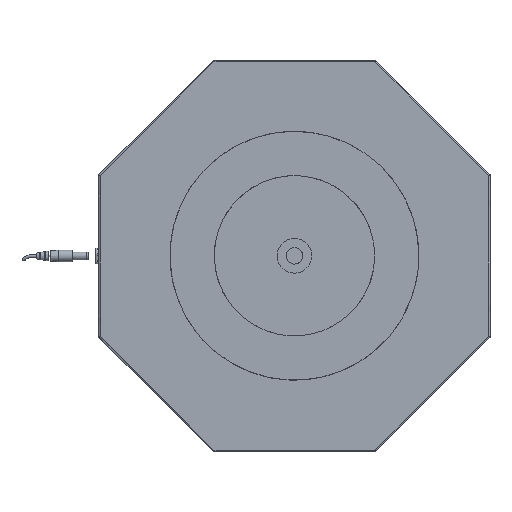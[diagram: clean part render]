
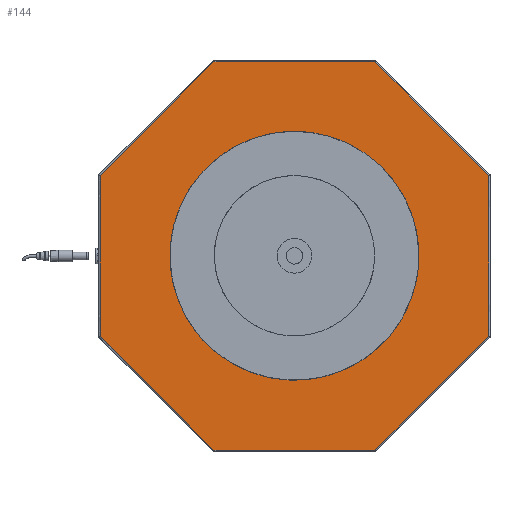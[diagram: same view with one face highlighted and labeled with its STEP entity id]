
A CAD part, top view. The second image highlights one B-rep face of the part: STEP entity #144.
In plain terms, the highlighted planar face has unit normal (0, 0, 1).
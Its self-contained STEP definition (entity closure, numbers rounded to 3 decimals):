
#144=ADVANCED_FACE('',(#505,#401),#4818,.T.);
#401=FACE_BOUND('',#866,.T.);
#505=FACE_OUTER_BOUND('',#865,.T.);
#865=EDGE_LOOP('',(#1734,#1735,#1736,#1737,#1738,#1739,#1740,#1741));
#866=EDGE_LOOP('',(#1742));
#1734=ORIENTED_EDGE('',*,*,#2865,.T.);
#1735=ORIENTED_EDGE('',*,*,#2867,.T.);
#1736=ORIENTED_EDGE('',*,*,#2869,.T.);
#1737=ORIENTED_EDGE('',*,*,#2868,.T.);
#1738=ORIENTED_EDGE('',*,*,#2870,.T.);
#1739=ORIENTED_EDGE('',*,*,#2866,.T.);
#1740=ORIENTED_EDGE('',*,*,#2871,.T.);
#1741=ORIENTED_EDGE('',*,*,#2872,.T.);
#1742=ORIENTED_EDGE('',*,*,#2891,.F.);
#2865=EDGE_CURVE('',#4307,#4308,#3943,.T.);
#2866=EDGE_CURVE('',#4309,#4310,#3944,.T.);
#2867=EDGE_CURVE('',#4308,#4311,#3945,.T.);
#2868=EDGE_CURVE('',#4312,#4313,#3946,.T.);
#2869=EDGE_CURVE('',#4311,#4312,#3947,.T.);
#2870=EDGE_CURVE('',#4313,#4309,#3948,.T.);
#2871=EDGE_CURVE('',#4310,#4314,#3949,.T.);
#2872=EDGE_CURVE('',#4314,#4307,#3950,.T.);
#2891=EDGE_CURVE('',#4324,#4324,#3960,.T.);
#3943=(
BOUNDED_CURVE()
B_SPLINE_CURVE(3,(#9924,#9925,#9926,#9927),.UNSPECIFIED.,.F.,.F.)
B_SPLINE_CURVE_WITH_KNOTS((4,4),(0.414,116.808),
 .UNSPECIFIED.)
CURVE()
GEOMETRIC_REPRESENTATION_ITEM()
RATIONAL_B_SPLINE_CURVE((1.,1.,1.,1.))
REPRESENTATION_ITEM('')
);
#3944=(
BOUNDED_CURVE()
B_SPLINE_CURVE(3,(#9928,#9929,#9930,#9931),.UNSPECIFIED.,.F.,.F.)
B_SPLINE_CURVE_WITH_KNOTS((4,4),(0.414,116.808),
 .UNSPECIFIED.)
CURVE()
GEOMETRIC_REPRESENTATION_ITEM()
RATIONAL_B_SPLINE_CURVE((1.,1.,1.,1.))
REPRESENTATION_ITEM('')
);
#3945=(
BOUNDED_CURVE()
B_SPLINE_CURVE(3,(#9932,#9933,#9934,#9935),.UNSPECIFIED.,.F.,.F.)
B_SPLINE_CURVE_WITH_KNOTS((4,4),(0.414,116.808),
 .UNSPECIFIED.)
CURVE()
GEOMETRIC_REPRESENTATION_ITEM()
RATIONAL_B_SPLINE_CURVE((1.,1.,1.,1.))
REPRESENTATION_ITEM('')
);
#3946=(
BOUNDED_CURVE()
B_SPLINE_CURVE(3,(#9936,#9937,#9938,#9939),.UNSPECIFIED.,.F.,.F.)
B_SPLINE_CURVE_WITH_KNOTS((4,4),(0.414,116.808),
 .UNSPECIFIED.)
CURVE()
GEOMETRIC_REPRESENTATION_ITEM()
RATIONAL_B_SPLINE_CURVE((1.,1.,1.,1.))
REPRESENTATION_ITEM('')
);
#3947=(
BOUNDED_CURVE()
B_SPLINE_CURVE(3,(#9940,#9941,#9942,#9943),.UNSPECIFIED.,.F.,.F.)
B_SPLINE_CURVE_WITH_KNOTS((4,4),(0.414,116.808),
 .UNSPECIFIED.)
CURVE()
GEOMETRIC_REPRESENTATION_ITEM()
RATIONAL_B_SPLINE_CURVE((1.,1.,1.,1.))
REPRESENTATION_ITEM('')
);
#3948=(
BOUNDED_CURVE()
B_SPLINE_CURVE(3,(#9944,#9945,#9946,#9947),.UNSPECIFIED.,.F.,.F.)
B_SPLINE_CURVE_WITH_KNOTS((4,4),(0.414,116.808),
 .UNSPECIFIED.)
CURVE()
GEOMETRIC_REPRESENTATION_ITEM()
RATIONAL_B_SPLINE_CURVE((1.,1.,1.,1.))
REPRESENTATION_ITEM('')
);
#3949=(
BOUNDED_CURVE()
B_SPLINE_CURVE(3,(#9948,#9949,#9950,#9951),.UNSPECIFIED.,.F.,.F.)
B_SPLINE_CURVE_WITH_KNOTS((4,4),(0.414,116.808),
 .UNSPECIFIED.)
CURVE()
GEOMETRIC_REPRESENTATION_ITEM()
RATIONAL_B_SPLINE_CURVE((1.,1.,1.,1.))
REPRESENTATION_ITEM('')
);
#3950=(
BOUNDED_CURVE()
B_SPLINE_CURVE(3,(#9952,#9953,#9954,#9955),.UNSPECIFIED.,.F.,.F.)
B_SPLINE_CURVE_WITH_KNOTS((4,4),(0.414,116.808),
 .UNSPECIFIED.)
CURVE()
GEOMETRIC_REPRESENTATION_ITEM()
RATIONAL_B_SPLINE_CURVE((1.,1.,1.,1.))
REPRESENTATION_ITEM('')
);
#3960=(
BOUNDED_CURVE()
B_SPLINE_CURVE(2,(#10095,#10096,#10097,#10098,#10099,#10100,#10101,#10102,
#10103),.UNSPECIFIED.,.T.,.F.)
B_SPLINE_CURVE_WITH_KNOTS((3,2,2,2,3),(-52.777,-39.583,
-26.388,-13.194,0.),.UNSPECIFIED.)
CURVE()
GEOMETRIC_REPRESENTATION_ITEM()
RATIONAL_B_SPLINE_CURVE((1.,0.707,1.,0.707,1.,0.707,
1.,0.707,1.))
REPRESENTATION_ITEM('')
);
#4307=VERTEX_POINT('',#9558);
#4308=VERTEX_POINT('',#9559);
#4309=VERTEX_POINT('',#9560);
#4310=VERTEX_POINT('',#9561);
#4311=VERTEX_POINT('',#9562);
#4312=VERTEX_POINT('',#9563);
#4313=VERTEX_POINT('',#9564);
#4314=VERTEX_POINT('',#9565);
#4324=VERTEX_POINT('',#9575);
#4818=PLANE('',#5003);
#5003=AXIS2_PLACEMENT_3D('',#8262,#5173,$);
#5173=DIRECTION('',(0.,0.,1.));
#8262=CARTESIAN_POINT('',(-141.5,141.5,28.));
#9558=CARTESIAN_POINT('',(58.197,140.5,28.));
#9559=CARTESIAN_POINT('',(-58.197,140.5,28.));
#9560=CARTESIAN_POINT('',(58.197,-140.5,28.));
#9561=CARTESIAN_POINT('',(140.5,-58.197,28.));
#9562=CARTESIAN_POINT('',(-140.5,58.197,28.));
#9563=CARTESIAN_POINT('',(-140.5,-58.197,28.));
#9564=CARTESIAN_POINT('',(-58.197,-140.5,28.));
#9565=CARTESIAN_POINT('',(140.5,58.197,28.));
#9575=CARTESIAN_POINT('',(8.4,0.,28.));
#9924=CARTESIAN_POINT('',(58.197,140.5,28.));
#9925=CARTESIAN_POINT('',(19.399,140.5,28.));
#9926=CARTESIAN_POINT('',(-19.399,140.5,28.));
#9927=CARTESIAN_POINT('',(-58.197,140.5,28.));
#9928=CARTESIAN_POINT('',(58.197,-140.5,28.));
#9929=CARTESIAN_POINT('',(85.631,-113.066,28.));
#9930=CARTESIAN_POINT('',(113.066,-85.631,28.));
#9931=CARTESIAN_POINT('',(140.5,-58.197,28.));
#9932=CARTESIAN_POINT('',(-58.197,140.5,28.));
#9933=CARTESIAN_POINT('',(-85.631,113.066,28.));
#9934=CARTESIAN_POINT('',(-113.066,85.631,28.));
#9935=CARTESIAN_POINT('',(-140.5,58.197,28.));
#9936=CARTESIAN_POINT('',(-140.5,-58.197,28.));
#9937=CARTESIAN_POINT('',(-113.066,-85.631,28.));
#9938=CARTESIAN_POINT('',(-85.631,-113.066,28.));
#9939=CARTESIAN_POINT('',(-58.197,-140.5,28.));
#9940=CARTESIAN_POINT('',(-140.5,58.197,28.));
#9941=CARTESIAN_POINT('',(-140.5,19.399,28.));
#9942=CARTESIAN_POINT('',(-140.5,-19.399,28.));
#9943=CARTESIAN_POINT('',(-140.5,-58.197,28.));
#9944=CARTESIAN_POINT('',(-58.197,-140.5,28.));
#9945=CARTESIAN_POINT('',(-19.399,-140.5,28.));
#9946=CARTESIAN_POINT('',(19.399,-140.5,28.));
#9947=CARTESIAN_POINT('',(58.197,-140.5,28.));
#9948=CARTESIAN_POINT('',(140.5,-58.197,28.));
#9949=CARTESIAN_POINT('',(140.5,-19.399,28.));
#9950=CARTESIAN_POINT('',(140.5,19.399,28.));
#9951=CARTESIAN_POINT('',(140.5,58.197,28.));
#9952=CARTESIAN_POINT('',(140.5,58.197,28.));
#9953=CARTESIAN_POINT('',(113.066,85.631,28.));
#9954=CARTESIAN_POINT('',(85.631,113.066,28.));
#9955=CARTESIAN_POINT('',(58.197,140.5,28.));
#10095=CARTESIAN_POINT('',(8.4,0.,28.));
#10096=CARTESIAN_POINT('',(8.4,8.4,28.));
#10097=CARTESIAN_POINT('',(0.,8.4,28.));
#10098=CARTESIAN_POINT('',(-8.4,8.4,28.));
#10099=CARTESIAN_POINT('',(-8.4,0.,28.));
#10100=CARTESIAN_POINT('',(-8.4,-8.4,28.));
#10101=CARTESIAN_POINT('',(0.,-8.4,28.));
#10102=CARTESIAN_POINT('',(8.4,-8.4,28.));
#10103=CARTESIAN_POINT('',(8.4,0.,28.));
